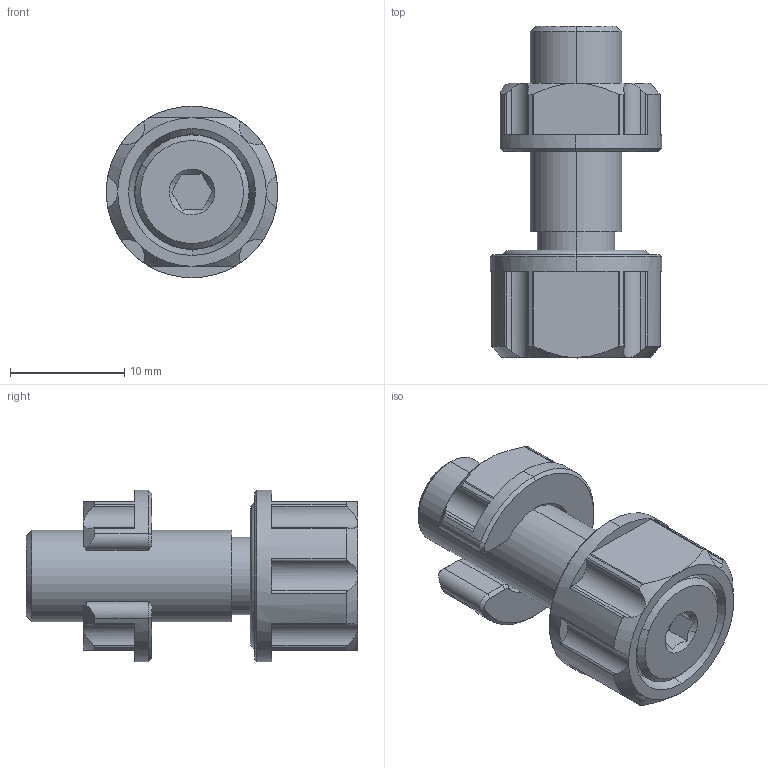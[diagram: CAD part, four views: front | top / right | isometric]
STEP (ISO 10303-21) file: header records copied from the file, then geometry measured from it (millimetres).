
FILE_DESCRIPTION (( 'STEP AP203' ), '1' );
FILE_NAME ('14010103-0008.STEP', '2023-10-04T08:22:49', ( '' ), ( '' ), 'SwSTEP 2.0', 'SolidWorks 2022', '' );
FILE_SCHEMA (( 'CONFIG_CONTROL_DESIGN' ));
Length unit declared in the file: millimetre
Products named in the file (1): 14010103-0008
Bounding box: 15 x 29.03 x 15 mm (x, y, z)
Volume: 2858.5 mm3; surface area: 2129.7 mm2
Topology: 2 solids, 2 shells, 609 faces, 1748 edges, 1151 vertices
Faces by surface type: plane 487, cylinder 73, cone 45, torus 4
Entity records: 20463 total; most frequent: CARTESIAN_POINT 4005, ORIENTED_EDGE 3496, DIRECTION 3074, EDGE_CURVE 1748, VECTOR 1474, LINE 1474, VERTEX_POINT 1151, EDGE_LOOP 833
